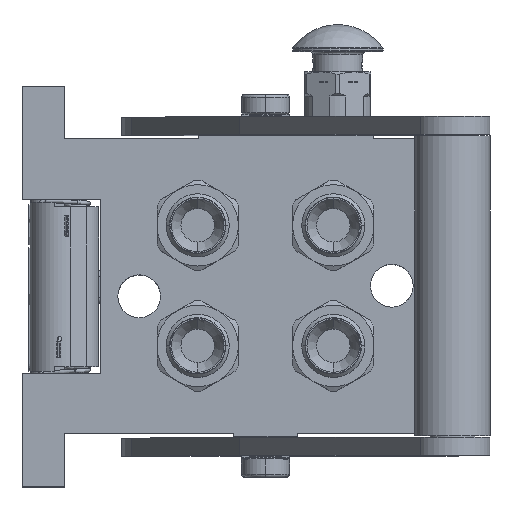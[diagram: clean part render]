
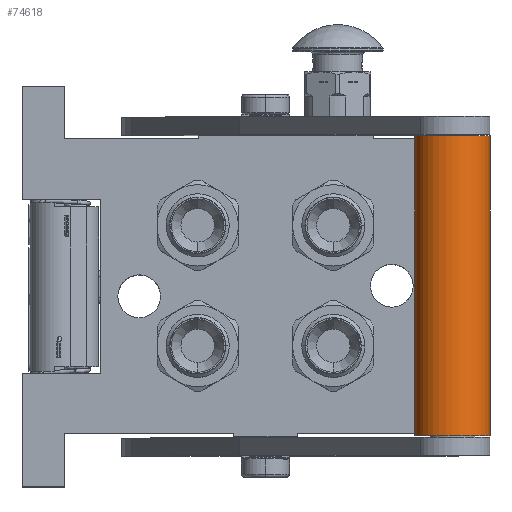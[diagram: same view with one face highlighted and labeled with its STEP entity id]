
A CAD part, top view. The second image highlights one B-rep face of the part: STEP entity #74618.
In plain terms, the highlighted cylindrical face has radius 12.5 mm (diameter 25 mm), a partial arc.
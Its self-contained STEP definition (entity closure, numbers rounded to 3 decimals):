
#2292 = VERTEX_POINT ( 'NONE', #43308 ) ;
#8635 = FACE_OUTER_BOUND ( 'NONE', #75096, .T. ) ;
#9668 = AXIS2_PLACEMENT_3D ( 'NONE', #41154, #59957, #87881 ) ;
#16394 = CARTESIAN_POINT ( 'NONE',  ( 4.5, 0., 12.5 ) ) ;
#22353 = DIRECTION ( 'NONE',  ( -1., 0., 0. ) ) ;
#25701 = EDGE_CURVE ( 'NONE', #2292, #55757, #68067, .T. ) ;
#33369 = EDGE_CURVE ( 'NONE', #49741, #55757, #44283, .T. ) ;
#37841 = CARTESIAN_POINT ( 'NONE',  ( 104., 0., 0. ) ) ;
#39443 = AXIS2_PLACEMENT_3D ( 'NONE', #99081, #73101, #99472 ) ;
#41154 = CARTESIAN_POINT ( 'NONE',  ( -5.425, 0., 0. ) ) ;
#43308 = CARTESIAN_POINT ( 'NONE',  ( 4.5, 0., -12.5 ) ) ;
#44283 = LINE ( 'NONE', #113044, #57129 ) ;
#44355 = EDGE_CURVE ( 'NONE', #108055, #2292, #79047, .T. ) ;
#44866 = CIRCLE ( 'NONE', #81503, 12.5 ) ;
#49741 = VERTEX_POINT ( 'NONE', #101027 ) ;
#55335 = ORIENTED_EDGE ( 'NONE', *, *, #91016, .T. ) ;
#55757 = VERTEX_POINT ( 'NONE', #16394 ) ;
#57129 = VECTOR ( 'NONE', #22353, 1000. ) ;
#59957 = DIRECTION ( 'NONE',  ( -1., 0., 0. ) ) ;
#63721 = CARTESIAN_POINT ( 'NONE',  ( 104., 0., -12.5 ) ) ;
#64992 = DIRECTION ( 'NONE',  ( -1., 0., 0. ) ) ;
#68067 = CIRCLE ( 'NONE', #39443, 12.5 ) ;
#73101 = DIRECTION ( 'NONE',  ( -1., 0., 0. ) ) ;
#74618 = ADVANCED_FACE ( 'NONE', ( #8635 ), #105797, .T. ) ;
#75096 = EDGE_LOOP ( 'NONE', ( #55335, #106137, #109952, #85997 ) ) ;
#79047 = LINE ( 'NONE', #90981, #83247 ) ;
#80240 = DIRECTION ( 'NONE',  ( -1., 0., 0. ) ) ;
#81503 = AXIS2_PLACEMENT_3D ( 'NONE', #37841, #64992, #92174 ) ;
#83247 = VECTOR ( 'NONE', #80240, 1000. ) ;
#85997 = ORIENTED_EDGE ( 'NONE', *, *, #44355, .F. ) ;
#87881 = DIRECTION ( 'NONE',  ( 0., 0., 1. ) ) ;
#90981 = CARTESIAN_POINT ( 'NONE',  ( 104., 0., -12.5 ) ) ;
#91016 = EDGE_CURVE ( 'NONE', #108055, #49741, #44866, .T. ) ;
#92174 = DIRECTION ( 'NONE',  ( 0., 0., -1. ) ) ;
#99081 = CARTESIAN_POINT ( 'NONE',  ( 4.5, 0., 0. ) ) ;
#99472 = DIRECTION ( 'NONE',  ( 0., 0., -1. ) ) ;
#101027 = CARTESIAN_POINT ( 'NONE',  ( 104., 0., 12.5 ) ) ;
#105797 = CYLINDRICAL_SURFACE ( 'NONE', #9668, 12.5 ) ;
#106137 = ORIENTED_EDGE ( 'NONE', *, *, #33369, .T. ) ;
#108055 = VERTEX_POINT ( 'NONE', #63721 ) ;
#109952 = ORIENTED_EDGE ( 'NONE', *, *, #25701, .F. ) ;
#113044 = CARTESIAN_POINT ( 'NONE',  ( 104., 0., 12.5 ) ) ;
